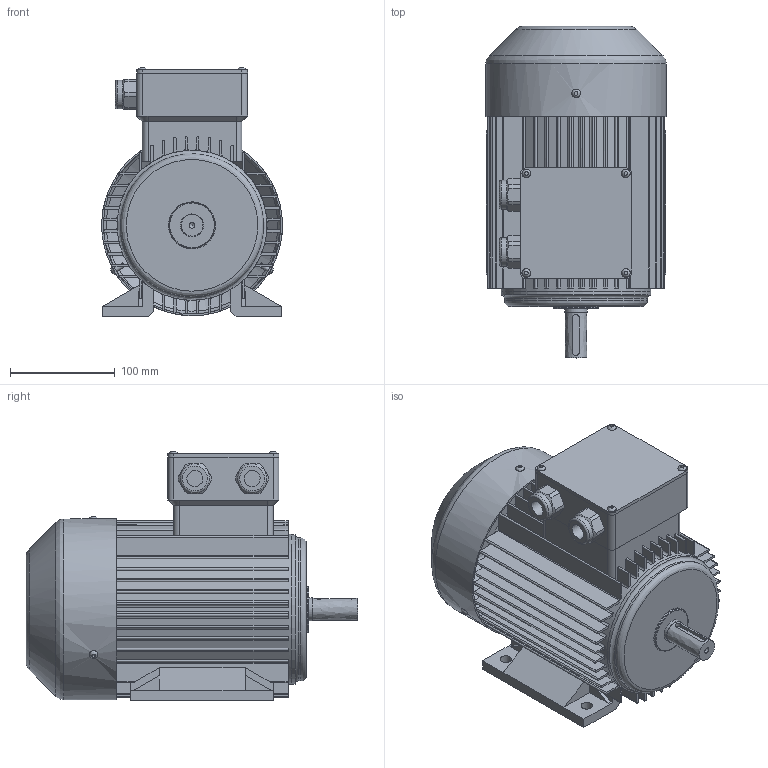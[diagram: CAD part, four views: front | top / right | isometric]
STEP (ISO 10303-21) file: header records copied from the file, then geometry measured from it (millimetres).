
FILE_DESCRIPTION(('FreeCAD Model'),'2;1');
FILE_NAME('Open CASCADE Shape Model','2025-04-28T07:52:20',('FreeCAD'),( 'FreeCAD'),'Open CASCADE STEP processor 7.6','FreeCAD','Unknown');
FILE_SCHEMA(('AUTOMOTIVE_DESIGN { 1 0 10303 214 1 1 1 1 }'));
Length unit declared in the file: millimetre
Products named in the file (1): Open CASCADE STEP translator 7.6 1
Bounding box: 172.52 x 316.88 x 238.43 mm (x, y, z)
Volume: 3836166.3 mm3; surface area: 594915.6 mm2
Topology: 21 solids, 21 shells, 810 faces, 2082 edges, 1367 vertices
Faces by surface type: bspline 810
Entity records: 24431 total; most frequent: CARTESIAN_POINT 12073, ORIENTED_EDGE 4134, EDGE_CURVE 2067, B_SPLINE_CURVE_WITH_KNOTS 1427, VERTEX_POINT 1367, FACE_BOUND 984, EDGE_LOOP 984, ADVANCED_FACE 810
